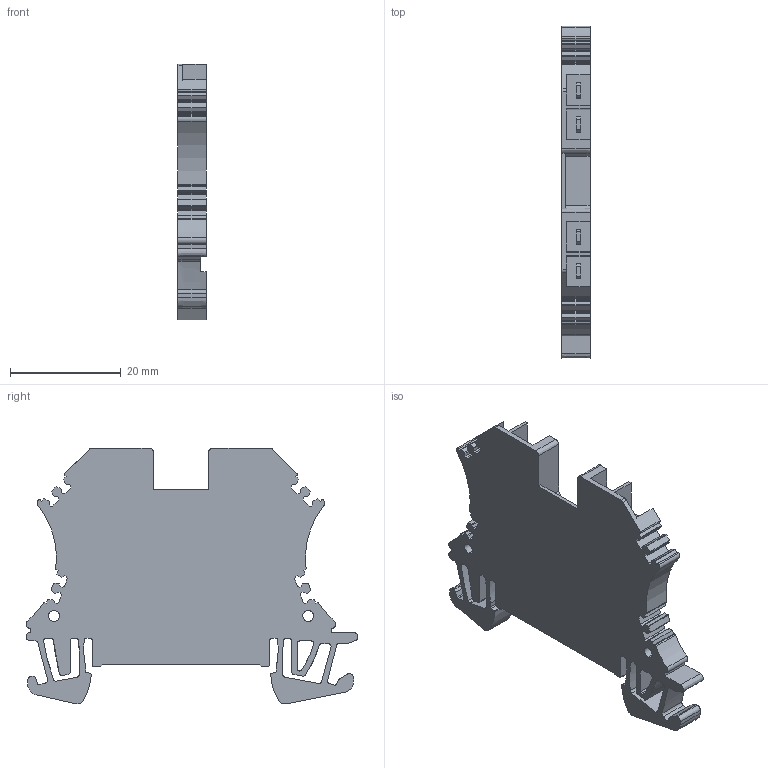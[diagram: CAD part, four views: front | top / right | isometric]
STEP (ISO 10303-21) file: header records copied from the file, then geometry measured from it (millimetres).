
FILE_DESCRIPTION(('CATIA V5 STEP Exchange','CAx-IF Rec.Pracs.--- Model Styling and Organization---1.4--- 2014-01-23'),'2;1');
FILE_NAME ('D1446853_0', '2020-07-01T13:45:11+00:00', ('none'), ('Weidmueller'), 'CATIA Version 5-6 Release 2016 SP3 HF44', 'CATIA V5 STEP AP214', 'none');
FILE_SCHEMA(('AUTOMOTIVE_DESIGN { 1 0 10303 214 1 1 1 1 }'));
Length unit declared in the file: millimetre
Products named in the file (1): WDU_2-5_FF_2X2-8
Bounding box: 5.1 x 60 x 46.25 mm (x, y, z)
Volume: 7728.5 mm3; surface area: 6354.5 mm2
Topology: 5 solids, 5 shells, 349 faces, 1028 edges, 686 vertices
Faces by surface type: plane 240, extrusion 83, cylinder 26
Entity records: 11974 total; most frequent: CARTESIAN_POINT 3241, ORIENTED_EDGE 2056, DIRECTION 1330, EDGE_CURVE 1028, VECTOR 864, LINE 781, VERTEX_POINT 686, EDGE_LOOP 356
